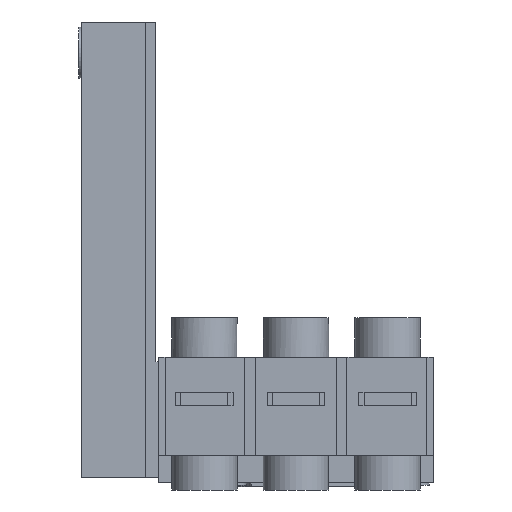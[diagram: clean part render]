
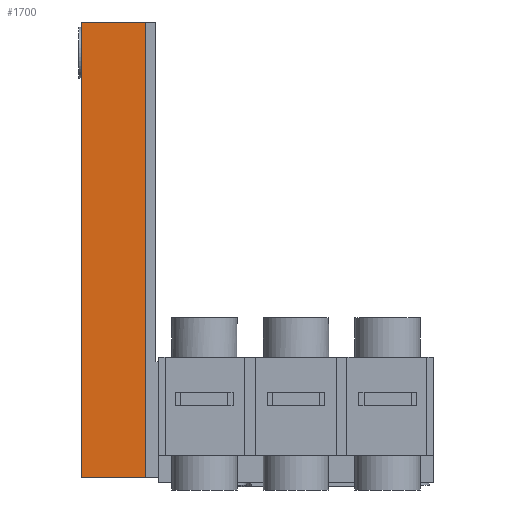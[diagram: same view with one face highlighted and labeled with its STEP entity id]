
A CAD part, front view. The second image highlights one B-rep face of the part: STEP entity #1700.
In plain terms, the highlighted planar face has unit normal (0, -1, 0).
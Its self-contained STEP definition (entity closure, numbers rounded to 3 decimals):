
#728 = DIRECTION ( 'NONE',  ( 0., 0., -1. ) ) ;
#736 = CARTESIAN_POINT ( 'NONE',  ( -57.5, -72.476, 171.5 ) ) ;
#1387 = DIRECTION ( 'NONE',  ( 1., 0., 0. ) ) ;
#1700 = ADVANCED_FACE ( 'NONE', ( #12296 ), #4825, .T. ) ;
#2377 = DIRECTION ( 'NONE',  ( 0., -1., 0. ) ) ;
#2402 = DIRECTION ( 'NONE',  ( 1., 0., 0. ) ) ;
#2424 = CARTESIAN_POINT ( 'NONE',  ( -302.307, -72.476, 171.5 ) ) ;
#2647 = CARTESIAN_POINT ( 'NONE',  ( -82., -72.476, 171.5 ) ) ;
#2819 = AXIS2_PLACEMENT_3D ( 'NONE', #2424, #2377, #2402 ) ;
#2958 = EDGE_CURVE ( 'NONE', #4925, #7612, #12612, .T. ) ;
#3060 = DIRECTION ( 'NONE',  ( 1., 0., 0. ) ) ;
#3189 = CARTESIAN_POINT ( 'NONE',  ( -302.307, -72.476, 171.5 ) ) ;
#3319 = DIRECTION ( 'NONE',  ( 0., 0., 1. ) ) ;
#4375 = CARTESIAN_POINT ( 'NONE',  ( -302.307, -72.476, -2.5 ) ) ;
#4743 = LINE ( 'NONE', #4375, #12328 ) ;
#4825 = PLANE ( 'NONE',  #2819 ) ;
#4925 = VERTEX_POINT ( 'NONE', #2647 ) ;
#5684 = EDGE_LOOP ( 'NONE', ( #10704, #9071, #6878, #10884 ) ) ;
#6498 = EDGE_CURVE ( 'NONE', #7612, #7141, #10210, .T. ) ;
#6878 = ORIENTED_EDGE ( 'NONE', *, *, #6498, .F. ) ;
#7100 = EDGE_CURVE ( 'NONE', #8451, #7141, #4743, .T. ) ;
#7141 = VERTEX_POINT ( 'NONE', #7379 ) ;
#7320 = VECTOR ( 'NONE', #3060, 1000. ) ;
#7379 = CARTESIAN_POINT ( 'NONE',  ( -57.5, -72.476, -2.5 ) ) ;
#7497 = LINE ( 'NONE', #8244, #9851 ) ;
#7612 = VERTEX_POINT ( 'NONE', #10151 ) ;
#7676 = EDGE_CURVE ( 'NONE', #8451, #4925, #7497, .T. ) ;
#8244 = CARTESIAN_POINT ( 'NONE',  ( -82., -72.476, 171.5 ) ) ;
#8392 = CARTESIAN_POINT ( 'NONE',  ( -82., -72.476, -2.5 ) ) ;
#8451 = VERTEX_POINT ( 'NONE', #8392 ) ;
#9071 = ORIENTED_EDGE ( 'NONE', *, *, #7100, .T. ) ;
#9851 = VECTOR ( 'NONE', #3319, 1000. ) ;
#9887 = VECTOR ( 'NONE', #728, 1000. ) ;
#10151 = CARTESIAN_POINT ( 'NONE',  ( -57.5, -72.476, 171.5 ) ) ;
#10210 = LINE ( 'NONE', #736, #9887 ) ;
#10704 = ORIENTED_EDGE ( 'NONE', *, *, #7676, .F. ) ;
#10884 = ORIENTED_EDGE ( 'NONE', *, *, #2958, .F. ) ;
#12296 = FACE_OUTER_BOUND ( 'NONE', #5684, .T. ) ;
#12328 = VECTOR ( 'NONE', #1387, 1000. ) ;
#12612 = LINE ( 'NONE', #3189, #7320 ) ;
